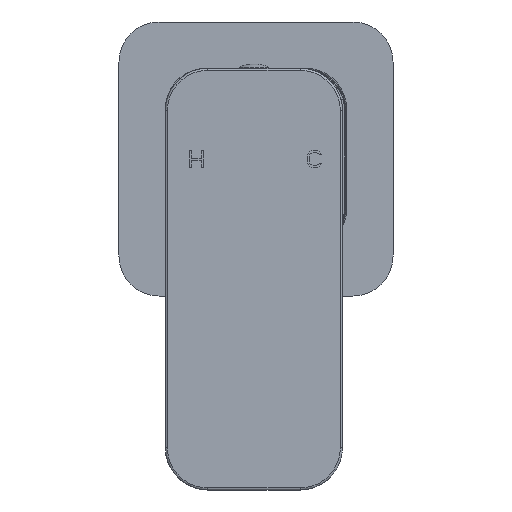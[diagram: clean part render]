
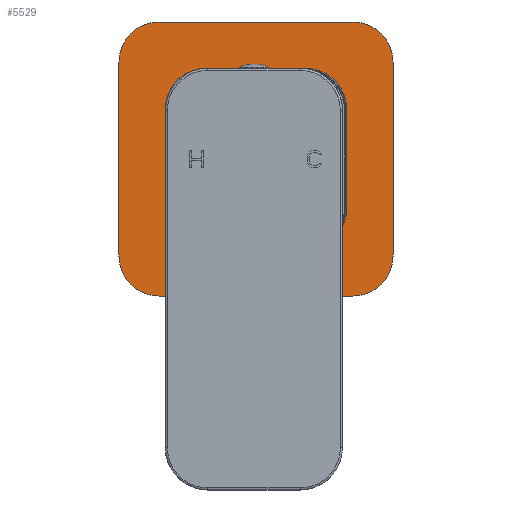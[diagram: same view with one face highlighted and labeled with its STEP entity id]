
A CAD part, front view. The second image highlights one B-rep face of the part: STEP entity #5529.
In plain terms, the highlighted face is planar.
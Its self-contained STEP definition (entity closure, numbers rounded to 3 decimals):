
#4566=CARTESIAN_POINT('',(-23.,3.,23.));
#4567=DIRECTION('',(0.,-1.,0.));
#4568=DIRECTION('',(0.,0.,1.));
#4569=AXIS2_PLACEMENT_3D('',#4566,#4567,#4568);
#4571=DIRECTION('',(0.,0.,-1.));
#4572=VECTOR('',#4571,46.);
#4573=CARTESIAN_POINT('',(-32.5,3.,23.));
#4574=LINE('',#4573,#4572);
#4575=CARTESIAN_POINT('',(-23.,3.,-23.));
#4576=DIRECTION('',(0.,-1.,0.));
#4577=DIRECTION('',(-1.,0.,0.));
#4578=AXIS2_PLACEMENT_3D('',#4575,#4576,#4577);
#4580=DIRECTION('',(1.,0.,0.));
#4581=VECTOR('',#4580,46.);
#4582=CARTESIAN_POINT('',(-23.,3.,-32.5));
#4583=LINE('',#4582,#4581);
#4584=CARTESIAN_POINT('',(23.,3.,-23.));
#4585=DIRECTION('',(0.,-1.,0.));
#4586=DIRECTION('',(0.,0.,-1.));
#4587=AXIS2_PLACEMENT_3D('',#4584,#4585,#4586);
#4589=DIRECTION('',(0.,0.,1.));
#4590=VECTOR('',#4589,46.);
#4591=CARTESIAN_POINT('',(32.5,3.,-23.));
#4592=LINE('',#4591,#4590);
#4593=CARTESIAN_POINT('',(23.,3.,23.));
#4594=DIRECTION('',(0.,-1.,0.));
#4595=DIRECTION('',(1.,0.,0.));
#4596=AXIS2_PLACEMENT_3D('',#4593,#4594,#4595);
#4598=DIRECTION('',(-1.,0.,0.));
#4599=VECTOR('',#4598,46.);
#4600=CARTESIAN_POINT('',(23.,3.,32.5));
#4601=LINE('',#4600,#4599);
#4602=CARTESIAN_POINT('',(-11.75,3.,-11.75));
#4603=DIRECTION('',(0.,1.,0.));
#4604=DIRECTION('',(0.,0.,-1.));
#4605=AXIS2_PLACEMENT_3D('',#4602,#4603,#4604);
#4607=CARTESIAN_POINT('',(-11.75,3.,11.75));
#4608=DIRECTION('',(0.,1.,0.));
#4609=DIRECTION('',(-1.,0.,0.));
#4610=AXIS2_PLACEMENT_3D('',#4607,#4608,#4609);
#4612=CARTESIAN_POINT('',(11.75,3.,11.75));
#4613=DIRECTION('',(0.,1.,0.));
#4614=DIRECTION('',(0.,0.,1.));
#4615=AXIS2_PLACEMENT_3D('',#4612,#4613,#4614);
#4617=CARTESIAN_POINT('',(11.75,3.,-11.75));
#4618=DIRECTION('',(0.,1.,0.));
#4619=DIRECTION('',(1.,0.,0.));
#4620=AXIS2_PLACEMENT_3D('',#4617,#4618,#4619);
#4626=DIRECTION('',(1.,0.,0.));
#4627=VECTOR('',#4626,23.5);
#4628=CARTESIAN_POINT('',(-11.75,3.,-21.55));
#4629=LINE('',#4628,#4627);
#4657=DIRECTION('',(0.,0.,1.));
#4658=VECTOR('',#4657,23.5);
#4659=CARTESIAN_POINT('',(21.55,3.,-11.75));
#4660=LINE('',#4659,#4658);
#4688=DIRECTION('',(-1.,0.,0.));
#4689=VECTOR('',#4688,23.5);
#4690=CARTESIAN_POINT('',(11.75,3.,21.55));
#4691=LINE('',#4690,#4689);
#4719=DIRECTION('',(0.,0.,-1.));
#4720=VECTOR('',#4719,23.5);
#4721=CARTESIAN_POINT('',(-21.55,3.,11.75));
#4722=LINE('',#4721,#4720);
#5214=CARTESIAN_POINT('',(-32.5,3.,23.));
#5215=VERTEX_POINT('',#5214);
#5216=CARTESIAN_POINT('',(-23.,3.,32.5));
#5217=VERTEX_POINT('',#5216);
#5218=CARTESIAN_POINT('',(-32.5,3.,-23.));
#5219=VERTEX_POINT('',#5218);
#5220=CARTESIAN_POINT('',(-23.,3.,-32.5));
#5221=VERTEX_POINT('',#5220);
#5222=CARTESIAN_POINT('',(23.,3.,-32.5));
#5223=VERTEX_POINT('',#5222);
#5224=CARTESIAN_POINT('',(32.5,3.,-23.));
#5225=VERTEX_POINT('',#5224);
#5226=CARTESIAN_POINT('',(32.5,3.,23.));
#5227=VERTEX_POINT('',#5226);
#5228=CARTESIAN_POINT('',(23.,3.,32.5));
#5229=VERTEX_POINT('',#5228);
#5230=CARTESIAN_POINT('',(-11.75,3.,-21.55));
#5231=CARTESIAN_POINT('',(11.75,3.,-21.55));
#5232=VERTEX_POINT('',#5230);
#5233=VERTEX_POINT('',#5231);
#5234=CARTESIAN_POINT('',(-21.55,3.,-11.75));
#5235=VERTEX_POINT('',#5234);
#5236=CARTESIAN_POINT('',(-21.55,3.,11.75));
#5237=VERTEX_POINT('',#5236);
#5238=CARTESIAN_POINT('',(-11.75,3.,21.55));
#5239=VERTEX_POINT('',#5238);
#5240=CARTESIAN_POINT('',(11.75,3.,21.55));
#5241=VERTEX_POINT('',#5240);
#5242=CARTESIAN_POINT('',(21.55,3.,11.75));
#5243=VERTEX_POINT('',#5242);
#5244=CARTESIAN_POINT('',(21.55,3.,-11.75));
#5245=VERTEX_POINT('',#5244);
#5496=CARTESIAN_POINT('',(0.,3.,0.));
#5497=DIRECTION('',(0.,1.,0.));
#5498=DIRECTION('',(1.,0.,0.));
#5499=AXIS2_PLACEMENT_3D('',#5496,#5497,#5498);
#5500=PLANE('',#5499);
#5501=ORIENTED_EDGE('',*,*,#5392,.T.);
#5502=ORIENTED_EDGE('',*,*,#5408,.T.);
#5503=ORIENTED_EDGE('',*,*,#5421,.T.);
#5504=ORIENTED_EDGE('',*,*,#5436,.T.);
#5505=ORIENTED_EDGE('',*,*,#5449,.T.);
#5506=ORIENTED_EDGE('',*,*,#5464,.T.);
#5507=ORIENTED_EDGE('',*,*,#5477,.T.);
#5508=ORIENTED_EDGE('',*,*,#5489,.T.);
#5509=EDGE_LOOP('',(#5501,#5502,#5503,#5504,#5505,#5506,#5507,#5508));
#5510=FACE_OUTER_BOUND('',#5509,.F.);
#5512=ORIENTED_EDGE('',*,*,#5511,.F.);
#5514=ORIENTED_EDGE('',*,*,#5513,.T.);
#5516=ORIENTED_EDGE('',*,*,#5515,.F.);
#5518=ORIENTED_EDGE('',*,*,#5517,.T.);
#5520=ORIENTED_EDGE('',*,*,#5519,.F.);
#5522=ORIENTED_EDGE('',*,*,#5521,.T.);
#5524=ORIENTED_EDGE('',*,*,#5523,.F.);
#5526=ORIENTED_EDGE('',*,*,#5525,.T.);
#5527=EDGE_LOOP('',(#5512,#5514,#5516,#5518,#5520,#5522,#5524,#5526));
#5528=FACE_BOUND('',#5527,.F.);
#4570=CIRCLE('',#4569,9.5);
#4579=CIRCLE('',#4578,9.5);
#4588=CIRCLE('',#4587,9.5);
#4597=CIRCLE('',#4596,9.5);
#4606=CIRCLE('',#4605,9.8);
#4611=CIRCLE('',#4610,9.8);
#4616=CIRCLE('',#4615,9.8);
#4621=CIRCLE('',#4620,9.8);
#5392=EDGE_CURVE('',#5217,#5215,#4570,.T.);
#5408=EDGE_CURVE('',#5215,#5219,#4574,.T.);
#5421=EDGE_CURVE('',#5219,#5221,#4579,.T.);
#5436=EDGE_CURVE('',#5221,#5223,#4583,.T.);
#5449=EDGE_CURVE('',#5223,#5225,#4588,.T.);
#5464=EDGE_CURVE('',#5225,#5227,#4592,.T.);
#5477=EDGE_CURVE('',#5227,#5229,#4597,.T.);
#5489=EDGE_CURVE('',#5229,#5217,#4601,.T.);
#5511=EDGE_CURVE('',#5232,#5233,#4629,.T.);
#5513=EDGE_CURVE('',#5232,#5235,#4606,.T.);
#5515=EDGE_CURVE('',#5237,#5235,#4722,.T.);
#5517=EDGE_CURVE('',#5237,#5239,#4611,.T.);
#5519=EDGE_CURVE('',#5241,#5239,#4691,.T.);
#5521=EDGE_CURVE('',#5241,#5243,#4616,.T.);
#5523=EDGE_CURVE('',#5245,#5243,#4660,.T.);
#5525=EDGE_CURVE('',#5245,#5233,#4621,.T.);
#5529=ADVANCED_FACE('',(#5510,#5528),#5500,.T.);
